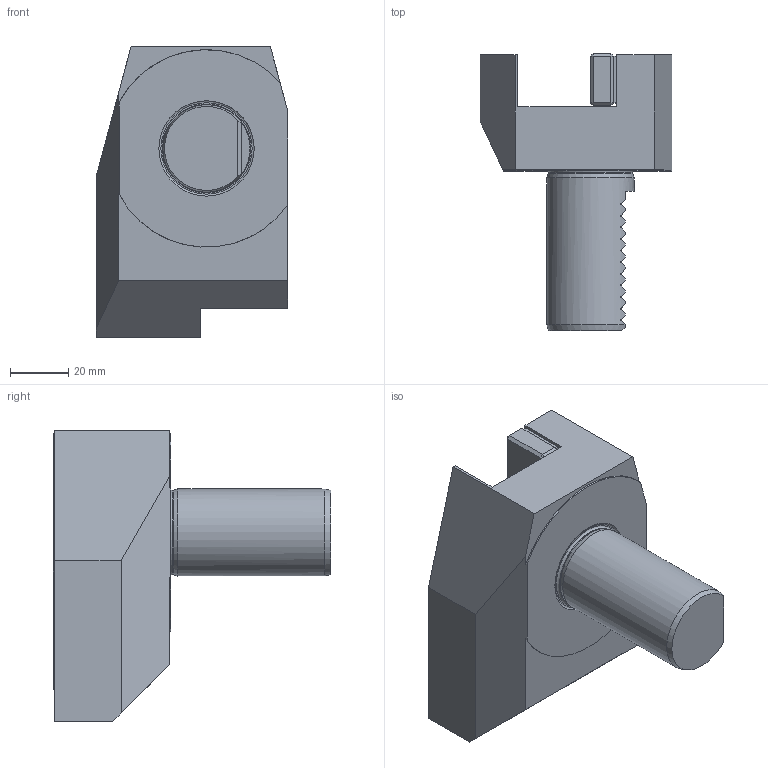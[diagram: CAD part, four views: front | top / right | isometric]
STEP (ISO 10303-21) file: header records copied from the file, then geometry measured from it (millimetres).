
FILE_DESCRIPTION (( 'STEP AP214' ), '1' );
FILE_NAME ('B630X25X40.STEP', '2025-07-14T15:22:41', ( '' ), ( '' ), 'SwSTEP 2.0', 'SolidWorks 2023', '' );
FILE_SCHEMA (( 'AUTOMOTIVE_DESIGN' ));
Length unit declared in the file: millimetre
Products named in the file (1): B630X25X40
Bounding box: 66 x 95.5 x 100 mm (x, y, z)
Volume: 217002.7 mm3; surface area: 32767.5 mm2
Topology: 1 solids, 1 shells, 367 faces, 962 edges, 631 vertices
Faces by surface type: plane 252, bspline 69, cylinder 41, torus 3, cone 2
Full cylindrical faces by diameter (mm): 1.7 x1, 2.1 x1, 6.366 x1, 29.1 x1, 30 x1
Entity records: 18118 total; most frequent: CARTESIAN_POINT 6963, ORIENTED_EDGE 1902, DIRECTION 1403, EDGE_CURVE 951, VECTOR 673, LINE 673, VERTEX_POINT 629, EDGE_LOOP 410
